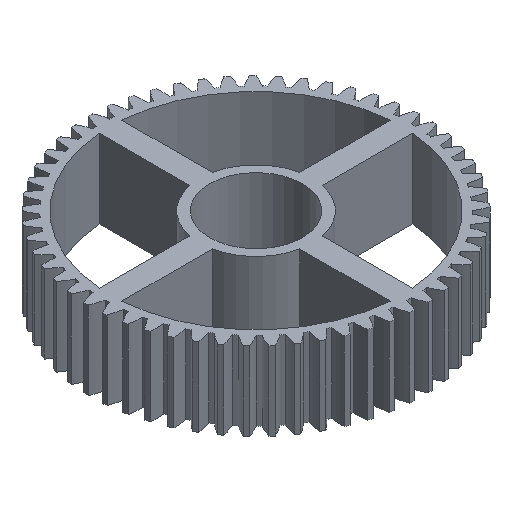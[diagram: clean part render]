
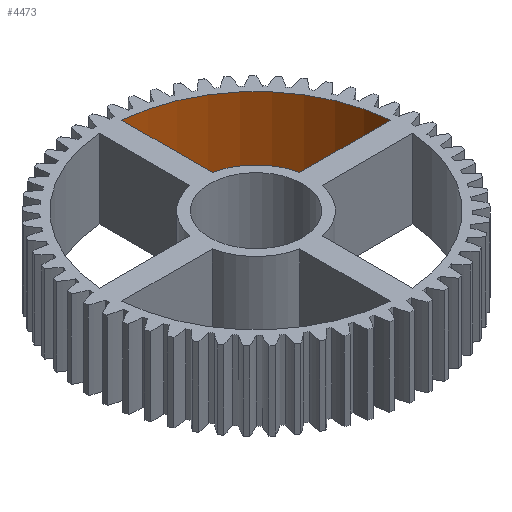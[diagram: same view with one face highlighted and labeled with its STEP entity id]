
A CAD part, isometric view. The second image highlights one B-rep face of the part: STEP entity #4473.
In plain terms, the highlighted cylindrical face has radius 13 mm (diameter 26 mm), a partial arc.
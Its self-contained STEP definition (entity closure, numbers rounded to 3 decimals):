
#31=CIRCLE('',#4750,13.);
#32=CIRCLE('',#4751,13.);
#502=CYLINDRICAL_SURFACE('',#4749,13.);
#742=FACE_OUTER_BOUND('',#989,.T.);
#989=EDGE_LOOP('',(#3011,#3012,#3013,#3014));
#1252=LINE('',#7202,#1513);
#1253=LINE('',#7208,#1514);
#1513=VECTOR('',#5496,10.);
#1514=VECTOR('',#5503,10.);
#1773=VERTEX_POINT('',#7196);
#1775=VERTEX_POINT('',#7200);
#1776=VERTEX_POINT('',#7204);
#1777=VERTEX_POINT('',#7206);
#2270=EDGE_CURVE('',#1775,#1773,#1252,.T.);
#2271=EDGE_CURVE('',#1773,#1776,#31,.T.);
#2272=EDGE_CURVE('',#1777,#1775,#32,.T.);
#2273=EDGE_CURVE('',#1777,#1776,#1253,.T.);
#3011=ORIENTED_EDGE('',*,*,#2271,.F.);
#3012=ORIENTED_EDGE('',*,*,#2270,.F.);
#3013=ORIENTED_EDGE('',*,*,#2272,.F.);
#3014=ORIENTED_EDGE('',*,*,#2273,.T.);
#4473=ADVANCED_FACE('',(#742),#502,.F.);
#4749=AXIS2_PLACEMENT_3D('',#7203,#5497,#5498);
#4750=AXIS2_PLACEMENT_3D('',#7205,#5499,#5500);
#4751=AXIS2_PLACEMENT_3D('',#7207,#5501,#5502);
#5496=DIRECTION('',(0.,0.,-1.));
#5497=DIRECTION('center_axis',(0.,0.,-1.));
#5498=DIRECTION('ref_axis',(1.,0.,0.));
#5499=DIRECTION('center_axis',(0.,0.,1.));
#5500=DIRECTION('ref_axis',(1.,0.,0.));
#5501=DIRECTION('center_axis',(0.,0.,-1.));
#5502=DIRECTION('ref_axis',(1.,0.,0.));
#5503=DIRECTION('',(0.,0.,-1.));
#7196=CARTESIAN_POINT('',(12.961,1.,0.));
#7200=CARTESIAN_POINT('',(12.961,1.,7.));
#7202=CARTESIAN_POINT('',(12.961,1.,7.));
#7203=CARTESIAN_POINT('Origin',(0.,0.,7.));
#7204=CARTESIAN_POINT('',(1.,12.961,0.));
#7205=CARTESIAN_POINT('Origin',(0.,0.,0.));
#7206=CARTESIAN_POINT('',(1.,12.961,7.));
#7207=CARTESIAN_POINT('Origin',(0.,0.,7.));
#7208=CARTESIAN_POINT('',(1.,12.961,7.));
